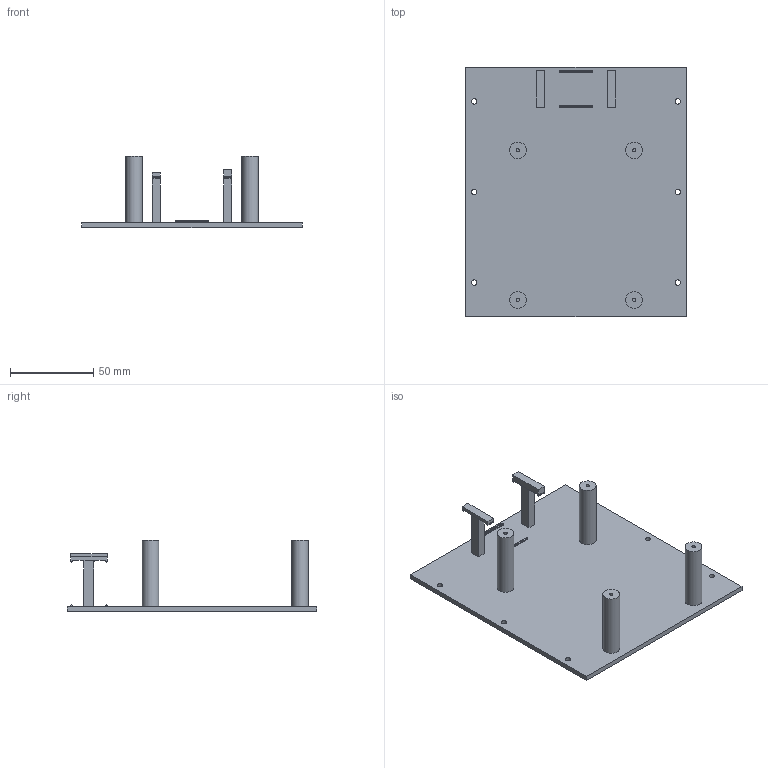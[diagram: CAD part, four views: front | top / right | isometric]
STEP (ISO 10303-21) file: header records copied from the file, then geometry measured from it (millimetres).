
FILE_DESCRIPTION(('FreeCAD Model'),'2;1');
FILE_NAME('Open CASCADE Shape Model','2024-03-29T17:27:28',('Author'),( ''),'Open CASCADE STEP processor 7.6','FreeCAD','Unknown');
FILE_SCHEMA(('AUTOMOTIVE_DESIGN { 1 0 10303 214 1 1 1 1 }'));
Length unit declared in the file: millimetre
Products named in the file (4): BasePlateV2_0; ESCholderLeft; ESCholderRight; Body
Assembly tree (3 placements, depth 2):
  BasePlateV2_0
    ESCholderLeft
    ESCholderRight
    Body
Bounding box: 132.5 x 150 x 43 mm (x, y, z)
Volume: 74326.8 mm3; surface area: 48918.4 mm2
Topology: 3 solids, 3 shells, 110 faces, 242 edges, 148 vertices
Faces by surface type: plane 68, cylinder 42
Full cylindrical faces by diameter (mm): 2 x4, 3.2 x6, 10 x4
Entity records: 3082 total; most frequent: DIRECTION 530, CARTESIAN_POINT 504, ORIENTED_EDGE 484, EDGE_CURVE 242, LINE 182, VECTOR 182, AXIS2_PLACEMENT_3D 174, VERTEX_POINT 148
